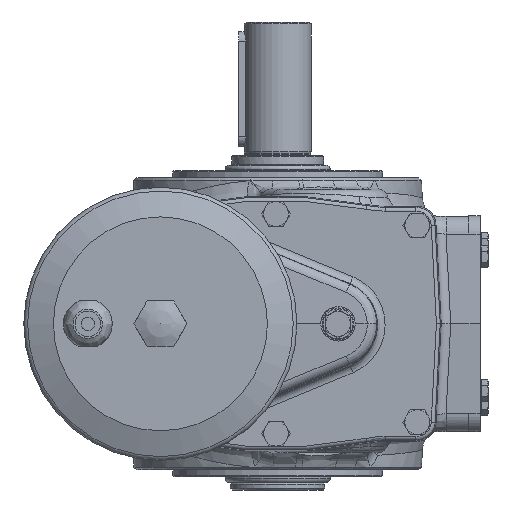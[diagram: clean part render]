
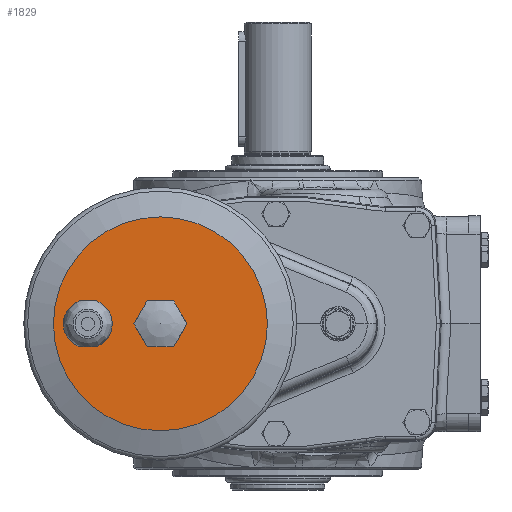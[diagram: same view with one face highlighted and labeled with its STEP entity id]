
A CAD part, left-side view. The second image highlights one B-rep face of the part: STEP entity #1829.
In plain terms, the highlighted planar face has unit normal (-1, 0, 0).
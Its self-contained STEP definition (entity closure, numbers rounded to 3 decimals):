
#1829 = ADVANCED_FACE( '', ( #4332, #4333, #4334 ), #4335, .T. );
#4332 = FACE_BOUND( '', #14177, .T. );
#4333 = FACE_OUTER_BOUND( '', #14178, .T. );
#4334 = FACE_BOUND( '', #14179, .T. );
#4335 = PLANE( '', #14180 );
#14177 = EDGE_LOOP( '', ( #27912, #27913, #27914, #27915 ) );
#14178 = EDGE_LOOP( '', ( #27916 ) );
#14179 = EDGE_LOOP( '', ( #27917, #27918, #27919, #27920, #27921, #27922 ) );
#14180 = AXIS2_PLACEMENT_3D( '', #27923, #27924, #27925 );
#27912 = ORIENTED_EDGE( '', *, *, #33497, .F. );
#27913 = ORIENTED_EDGE( '', *, *, #32523, .F. );
#27914 = ORIENTED_EDGE( '', *, *, #32668, .F. );
#27915 = ORIENTED_EDGE( '', *, *, #33454, .T. );
#27916 = ORIENTED_EDGE( '', *, *, #33130, .T. );
#27917 = ORIENTED_EDGE( '', *, *, #33498, .T. );
#27918 = ORIENTED_EDGE( '', *, *, #32433, .T. );
#27919 = ORIENTED_EDGE( '', *, *, #32683, .T. );
#27920 = ORIENTED_EDGE( '', *, *, #33499, .T. );
#27921 = ORIENTED_EDGE( '', *, *, #33500, .T. );
#27922 = ORIENTED_EDGE( '', *, *, #32189, .T. );
#27923 = CARTESIAN_POINT( '', ( -611.9, 117.4, 0. ) );
#27924 = DIRECTION( '', ( -1., 0., 0. ) );
#27925 = DIRECTION( '', ( 0., 1., 0. ) );
#32189 = EDGE_CURVE( '', #35310, #35314, #35316, .T. );
#32433 = EDGE_CURVE( '', #35715, #35719, #35721, .T. );
#32523 = EDGE_CURVE( '', #35859, #35862, #35863, .T. );
#32668 = EDGE_CURVE( '', #36096, #35859, #36099, .T. );
#32683 = EDGE_CURVE( '', #35719, #36118, #36120, .T. );
#33130 = EDGE_CURVE( '', #36781, #36781, #36782, .T. );
#33454 = EDGE_CURVE( '', #36096, #37239, #37241, .T. );
#33497 = EDGE_CURVE( '', #35862, #37239, #37302, .T. );
#33498 = EDGE_CURVE( '', #35314, #35715, #37303, .T. );
#33499 = EDGE_CURVE( '', #36118, #37304, #37305, .T. );
#33500 = EDGE_CURVE( '', #37304, #35310, #37306, .T. );
#35310 = VERTEX_POINT( '', #40569 );
#35314 = VERTEX_POINT( '', #40574 );
#35316 = LINE( '', #40577, #40578 );
#35715 = VERTEX_POINT( '', #41507 );
#35719 = VERTEX_POINT( '', #41512 );
#35721 = LINE( '', #41515, #41516 );
#35859 = VERTEX_POINT( '', #41812 );
#35862 = VERTEX_POINT( '', #41816 );
#35863 = LINE( '', #41817, #41818 );
#36096 = VERTEX_POINT( '', #42190 );
#36099 = CIRCLE( '', #42194, 12.8 );
#36118 = VERTEX_POINT( '', #42219 );
#36120 = LINE( '', #42222, #42223 );
#36781 = VERTEX_POINT( '', #44134 );
#36782 = CIRCLE( '', #44135, 56. );
#37239 = VERTEX_POINT( '', #45265 );
#37241 = LINE( '', #45268, #45269 );
#37302 = CIRCLE( '', #45431, 12.8 );
#37303 = LINE( '', #45432, #45433 );
#37304 = VERTEX_POINT( '', #45434 );
#37305 = LINE( '', #45435, #45436 );
#37306 = LINE( '', #45437, #45438 );
#40569 = CARTESIAN_POINT( '', ( -611.9, 68.328, 12. ) );
#40574 = CARTESIAN_POINT( '', ( -611.9, 54.472, 12. ) );
#40577 = CARTESIAN_POINT( '', ( -611.9, 68.328, 12. ) );
#40578 = VECTOR( '', #49546, 1000. );
#41507 = CARTESIAN_POINT( '', ( -611.9, 47.544, 0. ) );
#41512 = CARTESIAN_POINT( '', ( -611.9, 54.472, -12. ) );
#41515 = CARTESIAN_POINT( '', ( -611.9, 47.544, 0. ) );
#41516 = VECTOR( '', #49838, 1000. );
#41812 = CARTESIAN_POINT( '', ( -611.9, 103.854, -12. ) );
#41816 = CARTESIAN_POINT( '', ( -611.9, 94.946, -12. ) );
#41817 = CARTESIAN_POINT( '', ( -611.9, 103.854, -12. ) );
#41818 = VECTOR( '', #49931, 1000. );
#42190 = CARTESIAN_POINT( '', ( -611.9, 103.854, 12. ) );
#42194 = AXIS2_PLACEMENT_3D( '', #50131, #50132, #50133 );
#42219 = CARTESIAN_POINT( '', ( -611.9, 68.328, -12. ) );
#42222 = CARTESIAN_POINT( '', ( -611.9, 54.472, -12. ) );
#42223 = VECTOR( '', #50153, 1000. );
#44134 = CARTESIAN_POINT( '', ( -611.9, 117.4, 0. ) );
#44135 = AXIS2_PLACEMENT_3D( '', #50685, #50686, #50687 );
#45265 = CARTESIAN_POINT( '', ( -611.9, 94.946, 12. ) );
#45268 = CARTESIAN_POINT( '', ( -611.9, 103.854, 12. ) );
#45269 = VECTOR( '', #51045, 1000. );
#45431 = AXIS2_PLACEMENT_3D( '', #51094, #51095, #51096 );
#45432 = CARTESIAN_POINT( '', ( -611.9, 54.472, 12. ) );
#45433 = VECTOR( '', #51097, 1000. );
#45434 = CARTESIAN_POINT( '', ( -611.9, 75.256, 0. ) );
#45435 = CARTESIAN_POINT( '', ( -611.9, 68.328, -12. ) );
#45436 = VECTOR( '', #51098, 1000. );
#45437 = CARTESIAN_POINT( '', ( -611.9, 75.256, 0. ) );
#45438 = VECTOR( '', #51099, 1000. );
#49546 = DIRECTION( '', ( 0., -1., 0. ) );
#49838 = DIRECTION( '', ( 0., 0.5, -0.866 ) );
#49931 = DIRECTION( '', ( 0., -1., 0. ) );
#50131 = CARTESIAN_POINT( '', ( -611.9, 99.4, 0. ) );
#50132 = DIRECTION( '', ( -1., 0., 0. ) );
#50133 = DIRECTION( '', ( 0., 1., 0. ) );
#50153 = DIRECTION( '', ( 0., 1., 0. ) );
#50685 = CARTESIAN_POINT( '', ( -611.9, 61.4, 0. ) );
#50686 = DIRECTION( '', ( -1., 0., 0. ) );
#50687 = DIRECTION( '', ( 0., 1., 0. ) );
#51045 = DIRECTION( '', ( 0., -1., 0. ) );
#51094 = CARTESIAN_POINT( '', ( -611.9, 99.4, 0. ) );
#51095 = DIRECTION( '', ( -1., 0., 0. ) );
#51096 = DIRECTION( '', ( 0., 1., 0. ) );
#51097 = DIRECTION( '', ( 0., -0.5, -0.866 ) );
#51098 = DIRECTION( '', ( 0., 0.5, 0.866 ) );
#51099 = DIRECTION( '', ( 0., -0.5, 0.866 ) );
